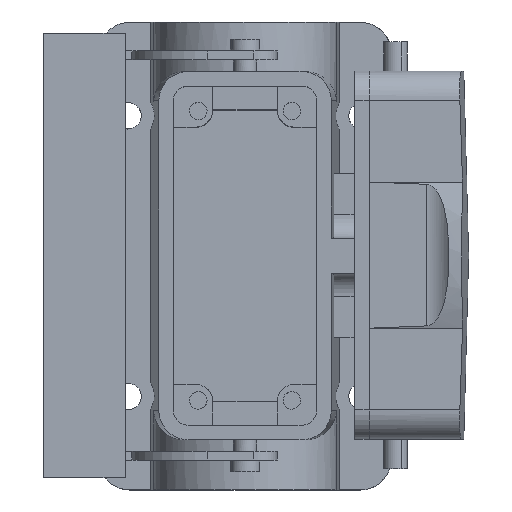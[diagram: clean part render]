
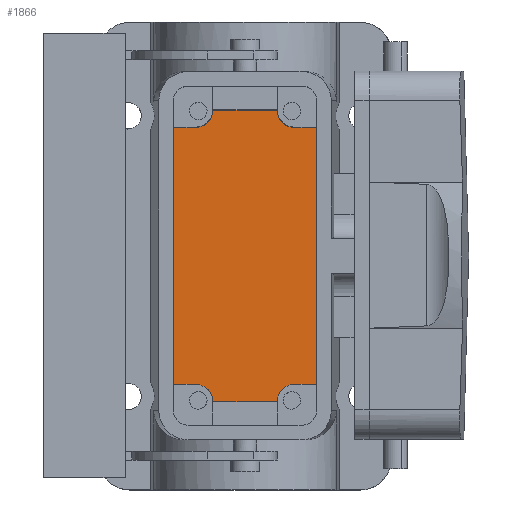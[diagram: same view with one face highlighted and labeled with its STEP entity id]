
A CAD part, top view. The second image highlights one B-rep face of the part: STEP entity #1866.
In plain terms, the highlighted planar face has unit normal (0, 0, 1).
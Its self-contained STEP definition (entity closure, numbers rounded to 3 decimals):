
#366=AXIS2_PLACEMENT_3D('Circle Axis2P3D',#364,#365,$) ;
#418=AXIS2_PLACEMENT_3D('Circle Axis2P3D',#416,#417,$) ;
#1796=AXIS2_PLACEMENT_3D('Plane Axis2P3D',#1793,#1794,#1795) ;
#1814=AXIS2_PLACEMENT_3D('Circle Axis2P3D',#1812,#1813,$) ;
#1828=AXIS2_PLACEMENT_3D('Circle Axis2P3D',#1826,#1827,$) ;
#361=CARTESIAN_POINT('Vertex',(26.,62.,4.5)) ;
#364=CARTESIAN_POINT('Axis2P3D Location',(26.,65.,4.5)) ;
#368=CARTESIAN_POINT('Vertex',(29.,65.,4.5)) ;
#392=CARTESIAN_POINT('Line Origine',(34.5,65.,4.5)) ;
#396=CARTESIAN_POINT('Vertex',(40.,65.,4.5)) ;
#416=CARTESIAN_POINT('Axis2P3D Location',(43.,65.,4.5)) ;
#420=CARTESIAN_POINT('Vertex',(43.,62.,4.5)) ;
#1778=CARTESIAN_POINT('Vertex',(22.25,62.,4.5)) ;
#1781=CARTESIAN_POINT('Line Origine',(24.125,62.,4.5)) ;
#1793=CARTESIAN_POINT('Axis2P3D Location',(34.5,40.,4.5)) ;
#1798=CARTESIAN_POINT('Line Origine',(22.25,40.,4.5)) ;
#1802=CARTESIAN_POINT('Vertex',(22.25,18.,4.5)) ;
#1805=CARTESIAN_POINT('Line Origine',(24.125,18.,4.5)) ;
#1809=CARTESIAN_POINT('Vertex',(26.,18.,4.5)) ;
#1812=CARTESIAN_POINT('Axis2P3D Location',(26.,15.,4.5)) ;
#1816=CARTESIAN_POINT('Vertex',(29.,15.,4.5)) ;
#1819=CARTESIAN_POINT('Line Origine',(34.5,15.,4.5)) ;
#1823=CARTESIAN_POINT('Vertex',(40.,15.,4.5)) ;
#1826=CARTESIAN_POINT('Axis2P3D Location',(43.,15.,4.5)) ;
#1830=CARTESIAN_POINT('Vertex',(43.,18.,4.5)) ;
#1833=CARTESIAN_POINT('Line Origine',(44.875,18.,4.5)) ;
#1837=CARTESIAN_POINT('Vertex',(46.75,18.,4.5)) ;
#1840=CARTESIAN_POINT('Line Origine',(46.75,40.,4.5)) ;
#1844=CARTESIAN_POINT('Vertex',(46.75,62.,4.5)) ;
#1847=CARTESIAN_POINT('Line Origine',(44.875,62.,4.5)) ;
#365=DIRECTION('Axis2P3D Direction',(0.,0.,-1.)) ;
#393=DIRECTION('Vector Direction',(-1.,0.,0.)) ;
#417=DIRECTION('Axis2P3D Direction',(0.,-0.,-1.)) ;
#1782=DIRECTION('Vector Direction',(-1.,0.,0.)) ;
#1794=DIRECTION('Axis2P3D Direction',(-0.,0.,1.)) ;
#1795=DIRECTION('Axis2P3D XDirection',(0.,-1.,0.)) ;
#1799=DIRECTION('Vector Direction',(0.,1.,0.)) ;
#1806=DIRECTION('Vector Direction',(-1.,0.,0.)) ;
#1813=DIRECTION('Axis2P3D Direction',(-0.,0.,1.)) ;
#1820=DIRECTION('Vector Direction',(-1.,0.,0.)) ;
#1827=DIRECTION('Axis2P3D Direction',(-0.,0.,1.)) ;
#1834=DIRECTION('Vector Direction',(1.,0.,0.)) ;
#1841=DIRECTION('Vector Direction',(0.,-1.,0.)) ;
#1848=DIRECTION('Vector Direction',(1.,0.,0.)) ;
#394=VECTOR('Line Direction',#393,1.) ;
#1783=VECTOR('Line Direction',#1782,1.) ;
#1800=VECTOR('Line Direction',#1799,1.) ;
#1807=VECTOR('Line Direction',#1806,1.) ;
#1821=VECTOR('Line Direction',#1820,1.) ;
#1835=VECTOR('Line Direction',#1834,1.) ;
#1842=VECTOR('Line Direction',#1841,1.) ;
#1849=VECTOR('Line Direction',#1848,1.) ;
#1853=ORIENTED_EDGE('',*,*,#370,.F.) ;
#1854=ORIENTED_EDGE('',*,*,#1785,.T.) ;
#1855=ORIENTED_EDGE('',*,*,#1804,.T.) ;
#1856=ORIENTED_EDGE('',*,*,#1811,.F.) ;
#1857=ORIENTED_EDGE('',*,*,#1818,.F.) ;
#1858=ORIENTED_EDGE('',*,*,#1825,.F.) ;
#1859=ORIENTED_EDGE('',*,*,#1832,.F.) ;
#1860=ORIENTED_EDGE('',*,*,#1839,.T.) ;
#1861=ORIENTED_EDGE('',*,*,#1846,.T.) ;
#1862=ORIENTED_EDGE('',*,*,#1851,.F.) ;
#1863=ORIENTED_EDGE('',*,*,#422,.F.) ;
#1864=ORIENTED_EDGE('',*,*,#398,.T.) ;
#1866=ADVANCED_FACE('Housing',(#1865),#1797,.T.) ;
#367=CIRCLE('generated circle',#366,3.) ;
#419=CIRCLE('generated circle',#418,3.) ;
#1815=CIRCLE('generated circle',#1814,3.) ;
#1829=CIRCLE('generated circle',#1828,3.) ;
#370=EDGE_CURVE('',#362,#369,#367,.F.) ;
#398=EDGE_CURVE('',#397,#369,#395,.T.) ;
#422=EDGE_CURVE('',#397,#421,#419,.F.) ;
#1785=EDGE_CURVE('',#362,#1779,#1784,.T.) ;
#1804=EDGE_CURVE('',#1779,#1803,#1801,.F.) ;
#1811=EDGE_CURVE('',#1810,#1803,#1808,.T.) ;
#1818=EDGE_CURVE('',#1817,#1810,#1815,.T.) ;
#1825=EDGE_CURVE('',#1824,#1817,#1822,.T.) ;
#1832=EDGE_CURVE('',#1831,#1824,#1829,.T.) ;
#1839=EDGE_CURVE('',#1831,#1838,#1836,.T.) ;
#1846=EDGE_CURVE('',#1838,#1845,#1843,.F.) ;
#1851=EDGE_CURVE('',#421,#1845,#1850,.T.) ;
#1852=EDGE_LOOP('',(#1853,#1854,#1855,#1856,#1857,#1858,#1859,#1860,#1861,#1862,#1863,#1864)) ;
#1865=FACE_OUTER_BOUND('',#1852,.T.) ;
#395=LINE('Line',#392,#394) ;
#1784=LINE('Line',#1781,#1783) ;
#1801=LINE('Line',#1798,#1800) ;
#1808=LINE('Line',#1805,#1807) ;
#1822=LINE('Line',#1819,#1821) ;
#1836=LINE('Line',#1833,#1835) ;
#1843=LINE('Line',#1840,#1842) ;
#1850=LINE('Line',#1847,#1849) ;
#1797=PLANE('',#1796) ;
#362=VERTEX_POINT('',#361) ;
#369=VERTEX_POINT('',#368) ;
#397=VERTEX_POINT('',#396) ;
#421=VERTEX_POINT('',#420) ;
#1779=VERTEX_POINT('',#1778) ;
#1803=VERTEX_POINT('',#1802) ;
#1810=VERTEX_POINT('',#1809) ;
#1817=VERTEX_POINT('',#1816) ;
#1824=VERTEX_POINT('',#1823) ;
#1831=VERTEX_POINT('',#1830) ;
#1838=VERTEX_POINT('',#1837) ;
#1845=VERTEX_POINT('',#1844) ;
